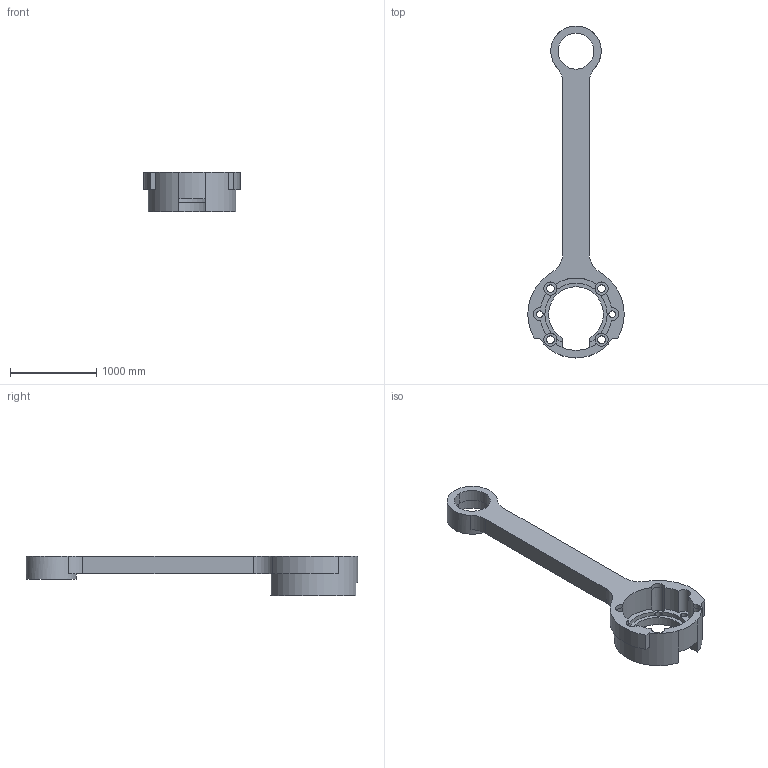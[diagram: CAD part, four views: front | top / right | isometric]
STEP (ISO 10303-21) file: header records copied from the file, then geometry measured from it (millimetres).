
FILE_DESCRIPTION((''),'2;1');
FILE_NAME('1','2022-01-20T16:12:24',('86183'),(''),'CREO PARAMETRIC BY PTC INC, 2018400','CREO PARAMETRIC BY PTC INC, 2018400','');
FILE_SCHEMA(('CONFIG_CONTROL_DESIGN'));
Length unit declared in the file: inch
Products named in the file (1): 1
Bounding box: 1117.6 x 3848.1 x 457.2 mm (x, y, z)
Volume: 308993542.3 mm3; surface area: 7401007.9 mm2
Topology: 1 solids, 1 shells, 70 faces, 204 edges, 136 vertices
Faces by surface type: cylinder 48, plane 22
Entity records: 2458 total; most frequent: DIRECTION 462, CARTESIAN_POINT 410, ORIENTED_EDGE 408, EDGE_CURVE 204, AXIS2_PLACEMENT_3D 188, VERTEX_POINT 136, CIRCLE 118, VECTOR 86
